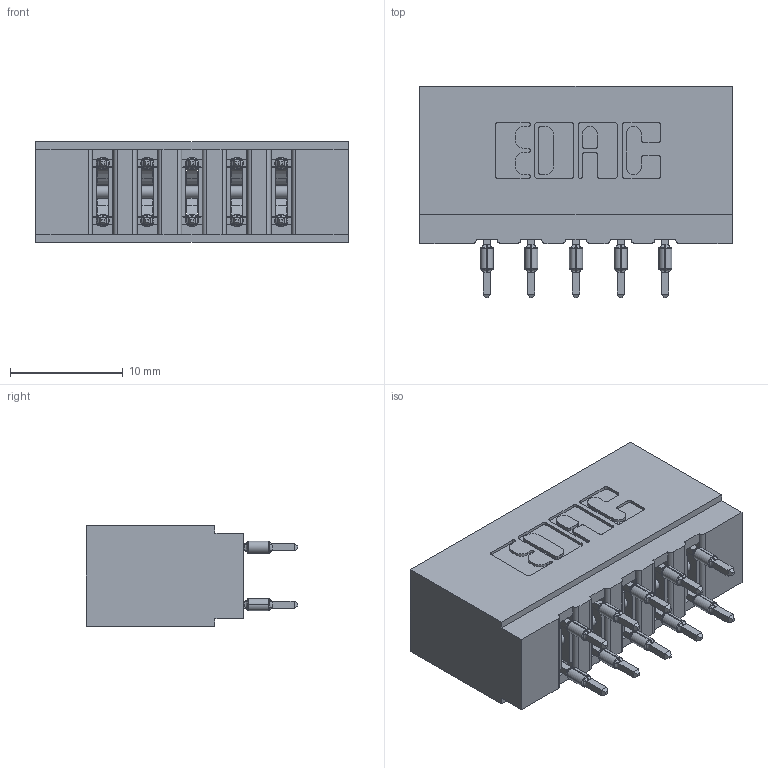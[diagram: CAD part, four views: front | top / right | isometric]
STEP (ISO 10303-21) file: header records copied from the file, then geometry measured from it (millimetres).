
FILE_DESCRIPTION (( 'STEP AP203' ), '1' );
FILE_NAME ('717-010-520-201.STEP', '2026-02-20T16:54:00', ( '' ), ( '' ), 'SwSTEP 2.0', 'SolidWorks 2023', '' );
FILE_SCHEMA (( 'CONFIG_CONTROL_DESIGN' ));
Length unit declared in the file: millimetre
Products named in the file (3): 717-010-520-201; 745-292-001_520; 717 Part_Insulator Option - 06
Assembly tree (11 placements, depth 2):
  717-010-520-201
    717 Part_Insulator Option - 06
    745-292-001_520  x10
Bounding box: 27.69 x 18.78 x 8.89 mm (x, y, z)
Volume: 2543.6 mm3; surface area: 3343.3 mm2
Topology: 11 solids, 11 shells, 994 faces, 2671 edges, 1686 vertices
Faces by surface type: plane 519, cylinder 215, bspline 200, torus 60
Entity records: 13565 total; most frequent: CARTESIAN_POINT 2867, ORIENTED_EDGE 2228, DIRECTION 1980, EDGE_CURVE 1114, VECTOR 902, LINE 902, VERTEX_POINT 714, AXIS2_PLACEMENT_3D 539
